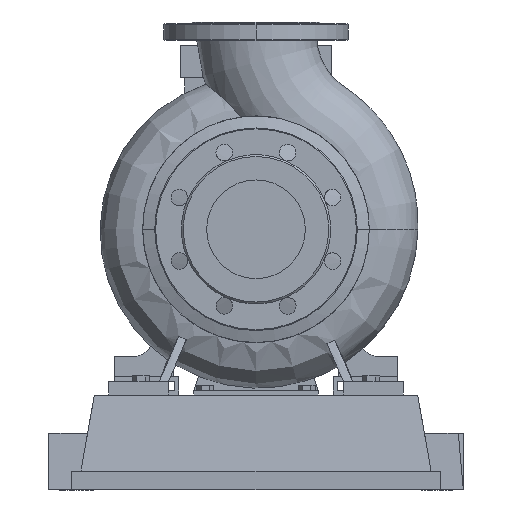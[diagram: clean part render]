
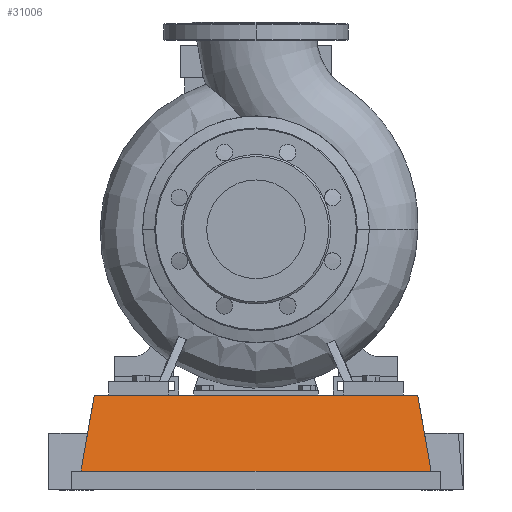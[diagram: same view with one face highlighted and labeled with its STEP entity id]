
A CAD part, left-side view. The second image highlights one B-rep face of the part: STEP entity #31006.
In plain terms, the highlighted planar face has unit normal (-0.985, 0, 0.174).
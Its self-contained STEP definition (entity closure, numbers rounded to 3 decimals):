
#28891=CARTESIAN_POINT('',(-77.5,-190.,20.6));
#28892=VERTEX_POINT('',#28891);
#28899=CARTESIAN_POINT('',(-77.5,190.0,20.6));
#28900=VERTEX_POINT('',#28899);
#28901=CARTESIAN_POINT('',(-77.5,-190.,20.6));
#28902=DIRECTION('',(0.0,1.0,0.0));
#28903=VECTOR('',#28902,380.0);
#28904=LINE('',#28901,#28903);
#28905=EDGE_CURVE('',#28892,#28900,#28904,.T.);
#30740=CARTESIAN_POINT('',(-62.971,-175.471,103.0));
#30741=VERTEX_POINT('',#30740);
#30748=CARTESIAN_POINT('',(-77.5,-190.,20.6));
#30749=DIRECTION('',(0.171,0.171,0.97));
#30750=VECTOR('',#30749,84.923);
#30751=LINE('',#30748,#30750);
#30752=EDGE_CURVE('',#28892,#30741,#30751,.T.);
#30983=CARTESIAN_POINT('',(-77.5,-190.,20.6));
#30984=DIRECTION('',(-0.985,0.,0.174));
#30985=DIRECTION('',(0.0,-1.0,0.0));
#30986=AXIS2_PLACEMENT_3D('',#30983,#30984,#30985);
#30987=PLANE('',#30986);
#30988=CARTESIAN_POINT('',(-62.971,175.471,103.0));
#30989=VERTEX_POINT('',#30988);
#30990=CARTESIAN_POINT('',(-62.971,-175.471,103.0));
#30991=DIRECTION('',(0.0,1.0,0.0));
#30992=VECTOR('',#30991,350.941);
#30993=LINE('',#30990,#30992);
#30994=EDGE_CURVE('',#30741,#30989,#30993,.T.);
#30995=ORIENTED_EDGE('',*,*,#30994,.T.);
#30996=CARTESIAN_POINT('',(-77.5,190.0,20.6));
#30997=DIRECTION('',(0.171,-0.171,0.97));
#30998=VECTOR('',#30997,84.923);
#30999=LINE('',#30996,#30998);
#31000=EDGE_CURVE('',#28900,#30989,#30999,.T.);
#31001=ORIENTED_EDGE('',*,*,#31000,.F.);
#31002=ORIENTED_EDGE('',*,*,#28905,.F.);
#31003=ORIENTED_EDGE('',*,*,#30752,.T.);
#31004=EDGE_LOOP('',(#30995,#31001,#31002,#31003));
#31005=FACE_OUTER_BOUND('',#31004,.T.);
#31006=ADVANCED_FACE('',(#31005),#30987,.T.);
